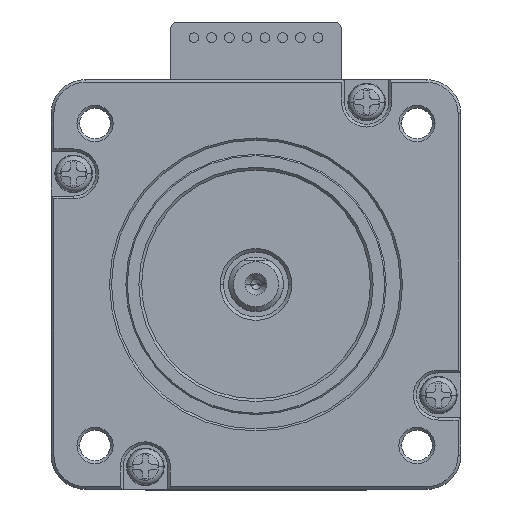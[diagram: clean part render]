
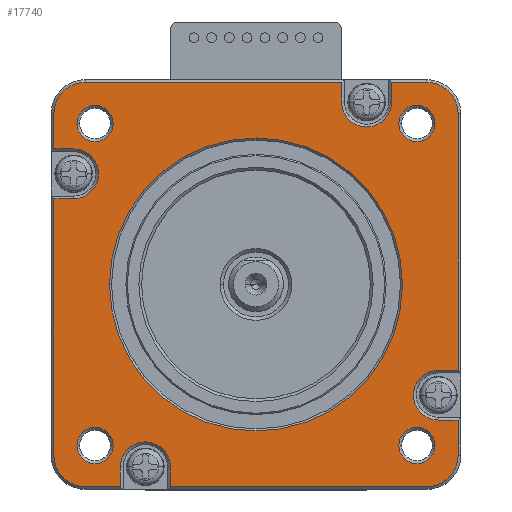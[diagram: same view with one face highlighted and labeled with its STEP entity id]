
A CAD part, top view. The second image highlights one B-rep face of the part: STEP entity #17740.
In plain terms, the highlighted planar face has unit normal (0, 0, 1).
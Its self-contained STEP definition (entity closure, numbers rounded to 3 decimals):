
#11830=CARTESIAN_POINT('',(26.7,-19.85,0.));
#11840=VERTEX_POINT('',#11830);
#11870=CARTESIAN_POINT('',(26.7,-16.2,0.));
#11880=DIRECTION('',(-0.,-0.,-1.));
#11890=DIRECTION('',(1.,0.,0.));
#11900=AXIS2_PLACEMENT_3D('',#11870,#11880,#11890);
#11910=CIRCLE('',#11900,3.65);
#11920=CARTESIAN_POINT('',(26.7,-12.55,0.));
#11930=VERTEX_POINT('',#11920);
#11940=EDGE_CURVE('',#11840,#11930,#11910,.T.);
#12150=CARTESIAN_POINT('',(29.6,-19.85,0.));
#12160=VERTEX_POINT('',#12150);
#12190=CARTESIAN_POINT('',(0.,-19.85,0.));
#12200=DIRECTION('',(1.,0.,-0.));
#12210=VECTOR('',#12200,1.);
#12220=LINE('',#12190,#12210);
#12230=EDGE_CURVE('',#11840,#12160,#12220,.T.);
#14110=CARTESIAN_POINT('',(29.6,-12.55,0.));
#14120=VERTEX_POINT('',#14110);
#14150=CARTESIAN_POINT('',(29.6,0.,0.));
#14160=DIRECTION('',(0.,1.,-0.));
#14170=VECTOR('',#14160,1.);
#14180=LINE('',#14150,#14170);
#14190=CARTESIAN_POINT('',(29.6,25.,
0.));
#14200=VERTEX_POINT('',#14190);
#14210=EDGE_CURVE('',#14120,#14200,#14180,.T.);
#14420=CARTESIAN_POINT('',(29.6,-25.,0.));
#14430=VERTEX_POINT('',#14420);
#14460=CARTESIAN_POINT('',(29.6,0.,0.));
#14470=DIRECTION('',(0.,1.,-0.));
#14480=VECTOR('',#14470,1.);
#14490=LINE('',#14460,#14480);
#14500=EDGE_CURVE('',#14430,#12160,#14490,.T.);
#15200=CARTESIAN_POINT('',(0.,-12.55,0.));
#15210=DIRECTION('',(-1.,0.,0.));
#15220=VECTOR('',#15210,1.);
#15230=LINE('',#15200,#15220);
#15240=EDGE_CURVE('',#14120,#11930,#15230,.T.);
#15300=CARTESIAN_POINT('',(-29.6,-29.6,0.));
#15310=DIRECTION('',(0.,0.,1.));
#15320=DIRECTION('',(1.,0.,-0.));
#15330=AXIS2_PLACEMENT_3D('',#15300,#15310,#15320);
#15340=PLANE('',#15330);
#15350=CARTESIAN_POINT('',(12.55,0.,0.));
#15360=DIRECTION('',(0.,-1.,-0.));
#15370=VECTOR('',#15360,1.);
#15380=LINE('',#15350,#15370);
#15390=CARTESIAN_POINT('',(12.55,29.6,0.));
#15400=VERTEX_POINT('',#15390);
#15410=CARTESIAN_POINT('',(12.55,26.7,0.));
#15420=VERTEX_POINT('',#15410);
#15430=EDGE_CURVE('',#15400,#15420,#15380,.T.);
#15440=ORIENTED_EDGE('',*,*,#15430,.F.);
#15450=CARTESIAN_POINT('',(16.2,26.7,0.));
#15460=DIRECTION('',(-0.,-0.,-1.));
#15470=DIRECTION('',(1.,0.,0.));
#15480=AXIS2_PLACEMENT_3D('',#15450,#15460,#15470);
#15490=CIRCLE('',#15480,3.65);
#15500=CARTESIAN_POINT('',(19.85,26.7,0.));
#15510=VERTEX_POINT('',#15500);
#15520=EDGE_CURVE('',#15510,#15420,#15490,.T.);
#15530=ORIENTED_EDGE('',*,*,#15520,.T.);
#15540=CARTESIAN_POINT('',(19.85,0.,-0.));
#15550=DIRECTION('',(0.,1.,-0.));
#15560=VECTOR('',#15550,1.);
#15570=LINE('',#15540,#15560);
#15580=CARTESIAN_POINT('',(19.85,29.6,0.));
#15590=VERTEX_POINT('',#15580);
#15600=EDGE_CURVE('',#15510,#15590,#15570,.T.);
#15610=ORIENTED_EDGE('',*,*,#15600,.F.);
#15620=CARTESIAN_POINT('',(0.,29.6,0.));
#15630=DIRECTION('',(-1.,-0.,-0.));
#15640=VECTOR('',#15630,1.);
#15650=LINE('',#15620,#15640);
#15660=CARTESIAN_POINT('',(25.,29.6,0.));
#15670=VERTEX_POINT('',#15660);
#15680=EDGE_CURVE('',#15670,#15590,#15650,.T.);
#15690=ORIENTED_EDGE('',*,*,#15680,.T.);
#15700=CARTESIAN_POINT('',(25.,25.,0.));
#15710=DIRECTION('',(-0.,-0.,1.));
#15720=DIRECTION('',(-1.,0.,-0.));
#15730=AXIS2_PLACEMENT_3D('',#15700,#15710,#15720);
#15740=CIRCLE('',#15730,4.6);
#15750=EDGE_CURVE('',#14200,#15670,#15740,.T.);
#15760=ORIENTED_EDGE('',*,*,#15750,.T.);
#15770=ORIENTED_EDGE('',*,*,#14210,.T.);
#15780=ORIENTED_EDGE('',*,*,#15240,.F.);
#15790=ORIENTED_EDGE('',*,*,#11940,.T.);
#15800=ORIENTED_EDGE('',*,*,#12230,.F.);
#15810=ORIENTED_EDGE('',*,*,#14500,.T.);
#15820=CARTESIAN_POINT('',(25.,-25.,0.));
#15830=DIRECTION('',(-0.,-0.,1.));
#15840=DIRECTION('',(-1.,0.,-0.));
#15850=AXIS2_PLACEMENT_3D('',#15820,#15830,#15840);
#15860=CIRCLE('',#15850,4.6);
#15870=CARTESIAN_POINT('',(25.,-29.6,0.));
#15880=VERTEX_POINT('',#15870);
#15890=EDGE_CURVE('',#15880,#14430,#15860,.T.);
#15900=ORIENTED_EDGE('',*,*,#15890,.T.);
#15910=CARTESIAN_POINT('',(0.,-29.6,0.));
#15920=DIRECTION('',(1.,-0.,-0.));
#15930=VECTOR('',#15920,1.);
#15940=LINE('',#15910,#15930);
#15950=CARTESIAN_POINT('',(-12.55,-29.6,0.));
#15960=VERTEX_POINT('',#15950);
#15970=EDGE_CURVE('',#15960,#15880,#15940,.T.);
#15980=ORIENTED_EDGE('',*,*,#15970,.T.);
#15990=CARTESIAN_POINT('',(-12.55,0.,0.));
#16000=DIRECTION('',(0.,1.,-0.));
#16010=VECTOR('',#16000,1.);
#16020=LINE('',#15990,#16010);
#16030=CARTESIAN_POINT('',(-12.55,-26.7,
0.));
#16040=VERTEX_POINT('',#16030);
#16050=EDGE_CURVE('',#15960,#16040,#16020,.T.);
#16060=ORIENTED_EDGE('',*,*,#16050,.F.);
#16070=CARTESIAN_POINT('',(-16.2,-26.7,0.));
#16080=DIRECTION('',(-0.,-0.,-1.));
#16090=DIRECTION('',(1.,0.,0.));
#16100=AXIS2_PLACEMENT_3D('',#16070,#16080,#16090);
#16110=CIRCLE('',#16100,3.65);
#16120=CARTESIAN_POINT('',(-19.85,-26.7,0.));
#16130=VERTEX_POINT('',#16120);
#16140=EDGE_CURVE('',#16130,#16040,#16110,.T.);
#16150=ORIENTED_EDGE('',*,*,#16140,.T.);
#16160=CARTESIAN_POINT('',(-19.85,0.,0.));
#16170=DIRECTION('',(0.,-1.,-0.));
#16180=VECTOR('',#16170,1.);
#16190=LINE('',#16160,#16180);
#16200=CARTESIAN_POINT('',(-19.85,-29.6,0.));
#16210=VERTEX_POINT('',#16200);
#16220=EDGE_CURVE('',#16130,#16210,#16190,.T.);
#16230=ORIENTED_EDGE('',*,*,#16220,.F.);
#16240=CARTESIAN_POINT('',(0.,-29.6,0.));
#16250=DIRECTION('',(1.,-0.,-0.));
#16260=VECTOR('',#16250,1.);
#16270=LINE('',#16240,#16260);
#16280=CARTESIAN_POINT('',(-25.,-29.6,0.));
#16290=VERTEX_POINT('',#16280);
#16300=EDGE_CURVE('',#16290,#16210,#16270,.T.);
#16310=ORIENTED_EDGE('',*,*,#16300,.T.);
#16320=CARTESIAN_POINT('',(-25.,-25.,0.));
#16330=DIRECTION('',(-0.,-0.,1.));
#16340=DIRECTION('',(-1.,0.,-0.));
#16350=AXIS2_PLACEMENT_3D('',#16320,#16330,#16340);
#16360=CIRCLE('',#16350,4.6);
#16370=CARTESIAN_POINT('',(-29.6,-25.,0.));
#16380=VERTEX_POINT('',#16370);
#16390=EDGE_CURVE('',#16380,#16290,#16360,.T.);
#16400=ORIENTED_EDGE('',*,*,#16390,.T.);
#16410=CARTESIAN_POINT('',(-29.6,0.,0.));
#16420=DIRECTION('',(0.,-1.,-0.));
#16430=VECTOR('',#16420,1.);
#16440=LINE('',#16410,#16430);
#16450=CARTESIAN_POINT('',(-29.6,12.55,0.));
#16460=VERTEX_POINT('',#16450);
#16470=EDGE_CURVE('',#16460,#16380,#16440,.T.);
#16480=ORIENTED_EDGE('',*,*,#16470,.T.);
#16490=CARTESIAN_POINT('',(0.,12.55,-0.));
#16500=DIRECTION('',(1.,-0.,-0.));
#16510=VECTOR('',#16500,1.);
#16520=LINE('',#16490,#16510);
#16530=CARTESIAN_POINT('',(-26.7,12.55,0.))
;
#16540=VERTEX_POINT('',#16530);
#16550=EDGE_CURVE('',#16460,#16540,#16520,.T.);
#16560=ORIENTED_EDGE('',*,*,#16550,.F.);
#16570=CARTESIAN_POINT('',(-26.7,16.2,0.));
#16580=DIRECTION('',(-0.,-0.,-1.));
#16590=DIRECTION('',(1.,0.,0.));
#16600=AXIS2_PLACEMENT_3D('',#16570,#16580,#16590);
#16610=CIRCLE('',#16600,3.65);
#16620=CARTESIAN_POINT('',(-26.7,19.85,0.));
#16630=VERTEX_POINT('',#16620);
#16640=EDGE_CURVE('',#16630,#16540,#16610,.T.);
#16650=ORIENTED_EDGE('',*,*,#16640,.T.);
#16660=CARTESIAN_POINT('',(0.,19.85,0.));
#16670=DIRECTION('',(-1.,-0.,-0.));
#16680=VECTOR('',#16670,1.);
#16690=LINE('',#16660,#16680);
#16700=CARTESIAN_POINT('',(-29.6,19.85,0.));
#16710=VERTEX_POINT('',#16700);
#16720=EDGE_CURVE('',#16630,#16710,#16690,.T.);
#16730=ORIENTED_EDGE('',*,*,#16720,.F.);
#16740=CARTESIAN_POINT('',(-29.6,0.,0.));
#16750=DIRECTION('',(0.,-1.,-0.));
#16760=VECTOR('',#16750,1.);
#16770=LINE('',#16740,#16760);
#16780=CARTESIAN_POINT('',(-29.6,25.,0.));
#16790=VERTEX_POINT('',#16780);
#16800=EDGE_CURVE('',#16790,#16710,#16770,.T.);
#16810=ORIENTED_EDGE('',*,*,#16800,.T.);
#16820=CARTESIAN_POINT('',(-25.,25.,0.));
#16830=DIRECTION('',(-0.,-0.,1.));
#16840=DIRECTION('',(-1.,0.,-0.));
#16850=AXIS2_PLACEMENT_3D('',#16820,#16830,#16840);
#16860=CIRCLE('',#16850,4.6);
#16870=CARTESIAN_POINT('',(-25.,29.6,0.));
#16880=VERTEX_POINT('',#16870);
#16890=EDGE_CURVE('',#16880,#16790,#16860,.T.);
#16900=ORIENTED_EDGE('',*,*,#16890,.T.);
#16910=CARTESIAN_POINT('',(0.,29.6,0.));
#16920=DIRECTION('',(-1.,-0.,-0.));
#16930=VECTOR('',#16920,1.);
#16940=LINE('',#16910,#16930);
#16950=EDGE_CURVE('',#15400,#16880,#16940,.T.);
#16960=ORIENTED_EDGE('',*,*,#16950,.T.);
#16970=EDGE_LOOP('',(#16960,#16900,#16810,#16730,#16650,#16560,#16480,
#16400,#16310,#16230,#16150,#16060,#15980,#15900,#15810,#15800,#15790,
#15780,#15770,#15760,#15690,#15610,#15530,#15440));
#16980=FACE_OUTER_BOUND('',#16970,.T.);
#16990=CARTESIAN_POINT('',(0.,0.,
0.));
#17000=DIRECTION('',(-0.,-0.,-1.));
#17010=DIRECTION('',(1.,0.,0.));
#17020=AXIS2_PLACEMENT_3D('',#16990,#17000,#17010);
#17030=CIRCLE('',#17020,21.45);
#17040=CARTESIAN_POINT('',(21.45,0.,
0.));
#17050=VERTEX_POINT('',#17040);
#17060=CARTESIAN_POINT('',(-21.45,0.,
0.));
#17070=VERTEX_POINT('',#17060);
#17080=EDGE_CURVE('',#17050,#17070,#17030,.T.);
#17090=ORIENTED_EDGE('',*,*,#17080,.T.);
#17100=EDGE_CURVE('',#17070,#17050,#17030,.T.);
#17110=ORIENTED_EDGE('',*,*,#17100,.T.);
#17120=EDGE_LOOP('',(#17110,#17090));
#17130=FACE_BOUND('',#17120,.T.);
#17140=CARTESIAN_POINT('',(-23.57,-23.57,0.));
#17150=DIRECTION('',(-0.,-0.,-1.));
#17160=DIRECTION('',(1.,0.,0.));
#17170=AXIS2_PLACEMENT_3D('',#17140,#17150,#17160);
#17180=CIRCLE('',#17170,2.65);
#17190=CARTESIAN_POINT('',(-26.22,-23.57,0.));
#17200=VERTEX_POINT('',#17190);
#17210=CARTESIAN_POINT('',(-20.92,-23.57,0.));
#17220=VERTEX_POINT('',#17210);
#17230=EDGE_CURVE('',#17200,#17220,#17180,.T.);
#17240=ORIENTED_EDGE('',*,*,#17230,.T.);
#17250=EDGE_CURVE('',#17220,#17200,#17180,.T.);
#17260=ORIENTED_EDGE('',*,*,#17250,.T.);
#17270=EDGE_LOOP('',(#17260,#17240));
#17280=FACE_BOUND('',#17270,.T.);
#17290=CARTESIAN_POINT('',(23.57,-23.57,0.));
#17300=DIRECTION('',(-0.,-0.,-1.));
#17310=DIRECTION('',(1.,0.,0.));
#17320=AXIS2_PLACEMENT_3D('',#17290,#17300,#17310);
#17330=CIRCLE('',#17320,2.65);
#17340=CARTESIAN_POINT('',(20.92,-23.57,0.));
#17350=VERTEX_POINT('',#17340);
#17360=CARTESIAN_POINT('',(26.22,-23.57,0.));
#17370=VERTEX_POINT('',#17360);
#17380=EDGE_CURVE('',#17350,#17370,#17330,.T.);
#17390=ORIENTED_EDGE('',*,*,#17380,.T.);
#17400=EDGE_CURVE('',#17370,#17350,#17330,.T.);
#17410=ORIENTED_EDGE('',*,*,#17400,.T.);
#17420=EDGE_LOOP('',(#17410,#17390));
#17430=FACE_BOUND('',#17420,.T.);
#17440=CARTESIAN_POINT('',(23.57,23.57,0.));
#17450=DIRECTION('',(-0.,-0.,-1.));
#17460=DIRECTION('',(1.,0.,0.));
#17470=AXIS2_PLACEMENT_3D('',#17440,#17450,#17460);
#17480=CIRCLE('',#17470,2.65);
#17490=CARTESIAN_POINT('',(26.22,23.57,0.));
#17500=VERTEX_POINT('',#17490);
#17510=CARTESIAN_POINT('',(20.92,23.57,0.));
#17520=VERTEX_POINT('',#17510);
#17530=EDGE_CURVE('',#17500,#17520,#17480,.T.);
#17540=ORIENTED_EDGE('',*,*,#17530,.T.);
#17550=EDGE_CURVE('',#17520,#17500,#17480,.T.);
#17560=ORIENTED_EDGE('',*,*,#17550,.T.);
#17570=EDGE_LOOP('',(#17560,#17540));
#17580=FACE_BOUND('',#17570,.T.);
#17590=CARTESIAN_POINT('',(-23.57,23.57,0.));
#17600=DIRECTION('',(-0.,-0.,-1.));
#17610=DIRECTION('',(1.,0.,0.));
#17620=AXIS2_PLACEMENT_3D('',#17590,#17600,#17610);
#17630=CIRCLE('',#17620,2.65);
#17640=CARTESIAN_POINT('',(-20.92,23.57,0.));
#17650=VERTEX_POINT('',#17640);
#17660=CARTESIAN_POINT('',(-26.22,23.57,0.));
#17670=VERTEX_POINT('',#17660);
#17680=EDGE_CURVE('',#17650,#17670,#17630,.T.);
#17690=ORIENTED_EDGE('',*,*,#17680,.T.);
#17700=EDGE_CURVE('',#17670,#17650,#17630,.T.);
#17710=ORIENTED_EDGE('',*,*,#17700,.T.);
#17720=EDGE_LOOP('',(#17710,#17690));
#17730=FACE_BOUND('',#17720,.T.);
#17740=ADVANCED_FACE('',(#16980,#17130,#17280,#17430,#17580,#17730),
#15340,.T.);
